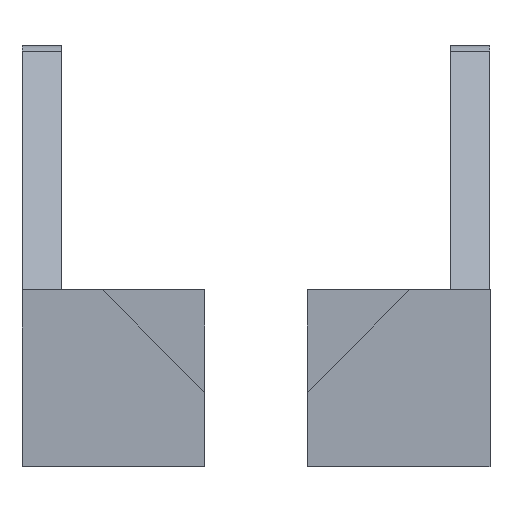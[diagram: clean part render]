
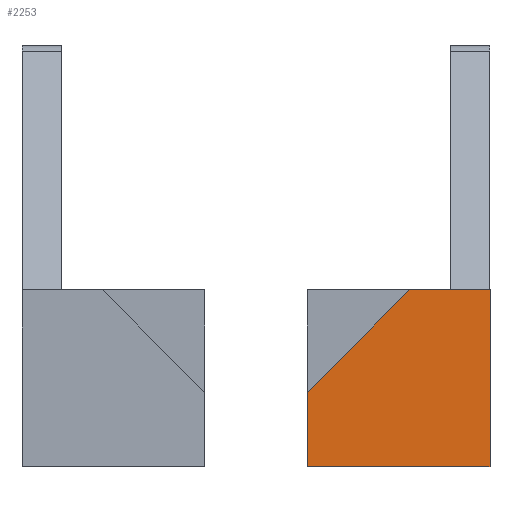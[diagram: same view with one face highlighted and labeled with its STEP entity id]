
A CAD part, left-side view. The second image highlights one B-rep face of the part: STEP entity #2253.
In plain terms, the highlighted free-form (B-spline) face has degree [1, 1] with [2, 2] control points.
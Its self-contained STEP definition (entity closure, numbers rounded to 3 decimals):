
#807=CARTESIAN_POINT('',(-2.726,18.963,-3.715));
#808=VERTEX_POINT('',#807);
#815=CARTESIAN_POINT('',(-2.726,3.306,-3.715));
#816=VERTEX_POINT('',#815);
#817=CARTESIAN_POINT('',(-2.726,18.963,-3.715));
#818=DIRECTION('',(0.0,-1.0,0.0));
#819=VECTOR('',#818,15.657);
#820=LINE('',#817,#819);
#821=EDGE_CURVE('',#816,#808,#820,.F.);
#909=CARTESIAN_POINT('',(-2.726,38.963,-23.715));
#910=VERTEX_POINT('',#909);
#917=CARTESIAN_POINT('',(-2.726,38.963,-23.715));
#918=DIRECTION('',(0.,-0.707,0.707));
#919=VECTOR('',#918,28.284);
#920=LINE('',#917,#919);
#921=EDGE_CURVE('',#808,#910,#920,.F.);
#1597=CARTESIAN_POINT('',(-2.726,3.306,-38.215));
#1598=VERTEX_POINT('',#1597);
#1605=CARTESIAN_POINT('',(-2.726,38.963,-38.215));
#1606=VERTEX_POINT('',#1605);
#1607=CARTESIAN_POINT('',(-2.726,38.963,-38.215));
#1608=DIRECTION('',(0.0,-1.0,0.0));
#1609=VECTOR('',#1608,35.657);
#1610=LINE('',#1607,#1609);
#1611=EDGE_CURVE('',#1598,#1606,#1610,.F.);
#2146=CARTESIAN_POINT('',(-2.726,3.306,-38.215));
#2147=DIRECTION('',(0.0,0.0,1.0));
#2148=VECTOR('',#2147,34.5);
#2149=LINE('',#2146,#2148);
#2150=EDGE_CURVE('',#816,#1598,#2149,.F.);
#2236=CARTESIAN_POINT('',(-2.726,3.306,-38.215));
#2237=CARTESIAN_POINT('',(-2.726,3.306,-3.715));
#2238=CARTESIAN_POINT('',(-2.726,38.963,-38.215));
#2239=CARTESIAN_POINT('',(-2.726,38.963,-3.715));
#2240=B_SPLINE_SURFACE_WITH_KNOTS('',1,1,((#2236,#2238),(#2237,#2239)),.UNSPECIFIED.,.F.,.F.,.U.,(2,2),(2,2),(0.0,34.5),(0.0,35.657),.UNSPECIFIED.);
#2241=ORIENTED_EDGE('',*,*,#921,.T.);
#2242=CARTESIAN_POINT('',(-2.726,38.963,-23.715));
#2243=DIRECTION('',(0.0,0.0,-1.0));
#2244=VECTOR('',#2243,14.5);
#2245=LINE('',#2242,#2244);
#2246=EDGE_CURVE('',#1606,#910,#2245,.F.);
#2247=ORIENTED_EDGE('',*,*,#2246,.F.);
#2248=ORIENTED_EDGE('',*,*,#1611,.F.);
#2249=ORIENTED_EDGE('',*,*,#2150,.F.);
#2250=ORIENTED_EDGE('',*,*,#821,.T.);
#2251=EDGE_LOOP('',(#2241,#2247,#2248,#2249,#2250));
#2252=FACE_OUTER_BOUND('',#2251,.T.);
#2253=ADVANCED_FACE('',(#2252),#2240,.T.);
